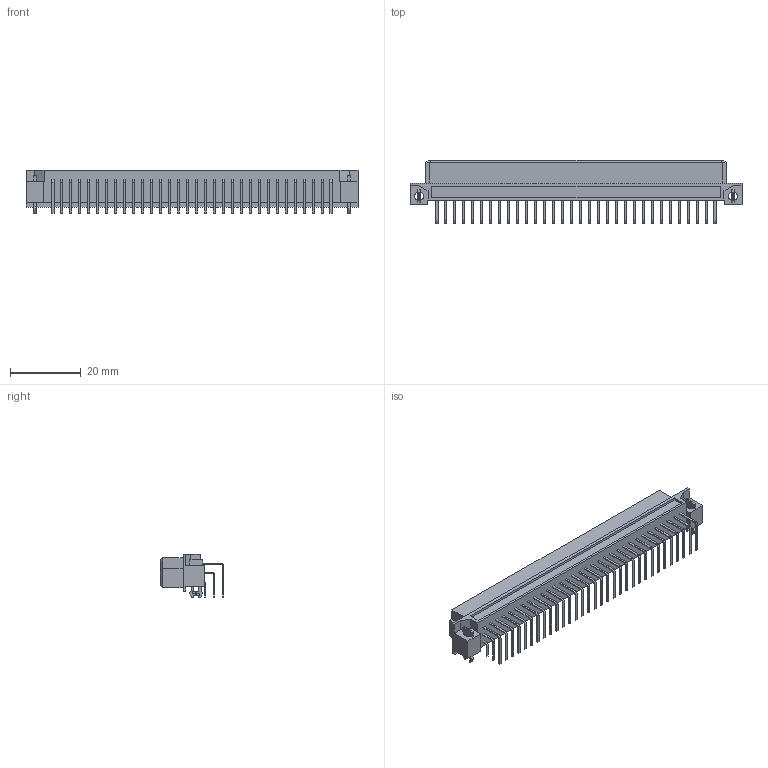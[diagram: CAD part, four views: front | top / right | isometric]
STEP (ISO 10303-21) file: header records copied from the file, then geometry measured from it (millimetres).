
FILE_DESCRIPTION((''),'2;1');
FILE_NAME('CV','2011-08-25T',('mjacob'),('FCI - CDC Division'),'PRO/ENGINEER BY PARAMETRIC TECHNOLOGY CORPORATION, 2008010','PRO/ENGINEER BY PARAMETRIC TECHNOLOGY CORPORATION, 2008010','');
FILE_SCHEMA(('CONFIG_CONTROL_DESIGN'));
Length unit declared in the file: inch
Products named in the file (1): CV
Bounding box: 94 x 17.84 x 12.32 mm (x, y, z)
Volume: 8572.1 mm3; surface area: 6309.8 mm2
Topology: 1 solids, 1 shells, 1528 faces, 4004 edges, 2664 vertices
Faces by surface type: plane 1294, cylinder 234
Entity records: 46500 total; most frequent: CARTESIAN_POINT 8196, ORIENTED_EDGE 8008, DIRECTION 7528, EDGE_CURVE 4004, VECTOR 3536, LINE 3536, VERTEX_POINT 2664, AXIS2_PLACEMENT_3D 1996
